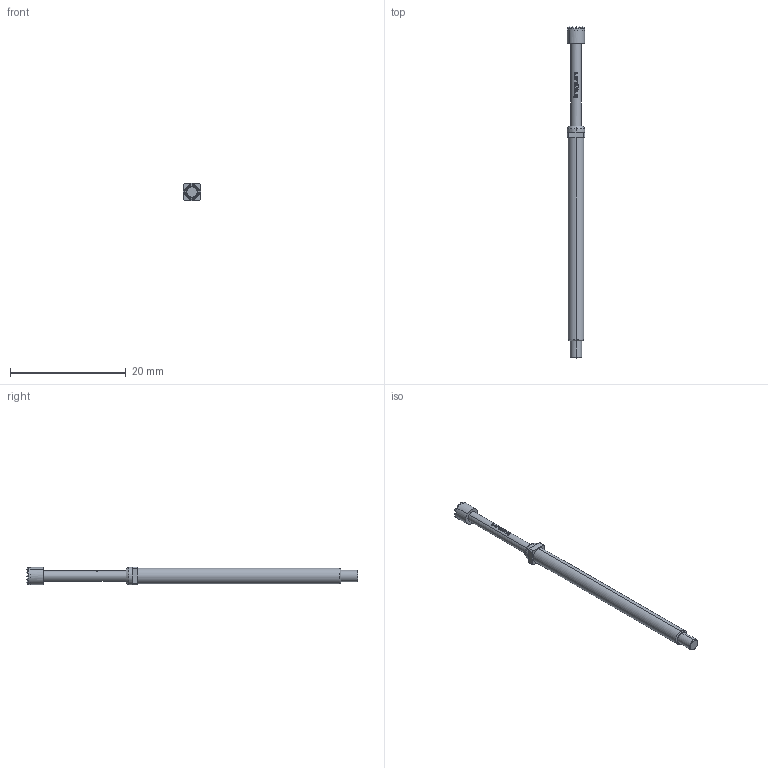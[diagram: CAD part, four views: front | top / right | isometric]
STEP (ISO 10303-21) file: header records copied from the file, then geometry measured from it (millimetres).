
FILE_DESCRIPTION (( 'STEP AP203' ), '1' );
FILE_NAME ('INGUN_GKS-313_306_300_A_xx02_M.STEP', '2022-01-31T07:25:30', ( 'ochi' ), ( '' ), 'SwSTEP 2.0', 'SolidWorks 2018', '' );
FILE_SCHEMA (( 'CONFIG_CONTROL_DESIGN' ));
Length unit declared in the file: millimetre
Products named in the file (1): INGUN_GKS-313_306_300_A_xx02_M
Bounding box: 3 x 57.3 x 3 mm (x, y, z)
Volume: 272.3 mm3; surface area: 467.1 mm2
Topology: 1 solids, 1 shells, 154 faces, 358 edges, 217 vertices
Faces by surface type: plane 106, bspline 22, cylinder 20, cone 4, torus 2
Entity records: 5311 total; most frequent: CARTESIAN_POINT 2262, ORIENTED_EDGE 716, DIRECTION 440, EDGE_CURVE 358, VERTEX_POINT 217, B_SPLINE_CURVE_WITH_KNOTS 186, AXIS2_PLACEMENT_3D 167, EDGE_LOOP 165
